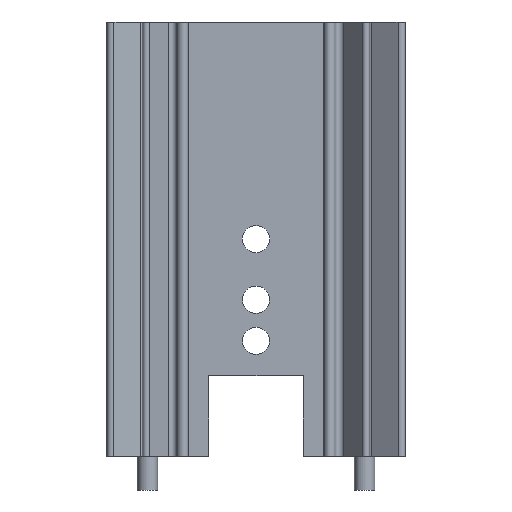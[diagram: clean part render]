
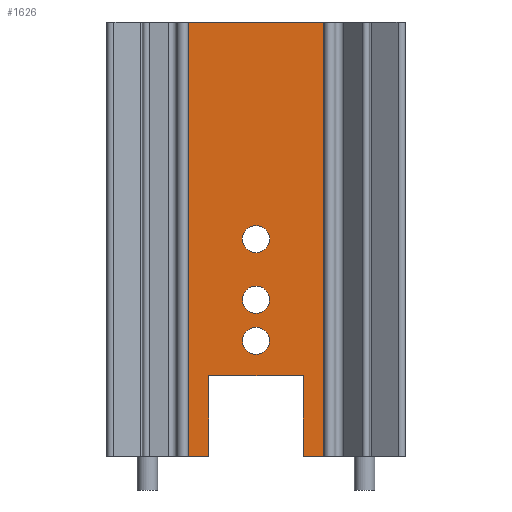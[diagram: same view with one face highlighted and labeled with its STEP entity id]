
A CAD part, front view. The second image highlights one B-rep face of the part: STEP entity #1626.
In plain terms, the highlighted planar face has unit normal (0, -1, 0).
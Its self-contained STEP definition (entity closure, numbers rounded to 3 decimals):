
#186 = VERTEX_POINT('',#187);
#187 = CARTESIAN_POINT('',(-5.55,-0.785,0.));
#193 = EDGE_CURVE('',#186,#194,#196,.T.);
#194 = VERTEX_POINT('',#195);
#195 = CARTESIAN_POINT('',(-7.94,-0.785,0.));
#196 = LINE('',#197,#198);
#197 = CARTESIAN_POINT('',(7.94,-0.785,0.));
#198 = VECTOR('',#199,1.);
#199 = DIRECTION('',(-1.,0.,-0.));
#809 = VERTEX_POINT('',#810);
#810 = CARTESIAN_POINT('',(-7.94,-0.785,50.8));
#816 = EDGE_CURVE('',#809,#817,#819,.T.);
#817 = VERTEX_POINT('',#818);
#818 = CARTESIAN_POINT('',(7.94,-0.785,50.8));
#819 = LINE('',#820,#821);
#820 = CARTESIAN_POINT('',(-12.5,-0.785,50.8));
#821 = VECTOR('',#822,1.);
#822 = DIRECTION('',(1.,0.,0.));
#1616 = EDGE_CURVE('',#194,#809,#1617,.T.);
#1617 = LINE('',#1618,#1619);
#1618 = CARTESIAN_POINT('',(-7.94,-0.785,0.));
#1619 = VECTOR('',#1620,1.);
#1620 = DIRECTION('',(0.,0.,1.));
#1626 = ADVANCED_FACE('',(#1627,#1670,#1681,#1692),#1703,.T.);
#1627 = FACE_BOUND('',#1628,.F.);
#1628 = EDGE_LOOP('',(#1629,#1637,#1638,#1639,#1640,#1648,#1656,#1664));
#1629 = ORIENTED_EDGE('',*,*,#1630,.T.);
#1630 = EDGE_CURVE('',#1631,#186,#1633,.T.);
#1631 = VERTEX_POINT('',#1632);
#1632 = CARTESIAN_POINT('',(-5.55,-0.785,9.4));
#1633 = LINE('',#1634,#1635);
#1634 = CARTESIAN_POINT('',(-5.55,-0.785,9.4));
#1635 = VECTOR('',#1636,1.);
#1636 = DIRECTION('',(0.,0.,-1.));
#1637 = ORIENTED_EDGE('',*,*,#193,.T.);
#1638 = ORIENTED_EDGE('',*,*,#1616,.T.);
#1639 = ORIENTED_EDGE('',*,*,#816,.T.);
#1640 = ORIENTED_EDGE('',*,*,#1641,.F.);
#1641 = EDGE_CURVE('',#1642,#817,#1644,.T.);
#1642 = VERTEX_POINT('',#1643);
#1643 = CARTESIAN_POINT('',(7.94,-0.785,0.));
#1644 = LINE('',#1645,#1646);
#1645 = CARTESIAN_POINT('',(7.94,-0.785,0.));
#1646 = VECTOR('',#1647,1.);
#1647 = DIRECTION('',(0.,0.,1.));
#1648 = ORIENTED_EDGE('',*,*,#1649,.T.);
#1649 = EDGE_CURVE('',#1642,#1650,#1652,.T.);
#1650 = VERTEX_POINT('',#1651);
#1651 = CARTESIAN_POINT('',(5.55,-0.785,0.));
#1652 = LINE('',#1653,#1654);
#1653 = CARTESIAN_POINT('',(7.94,-0.785,0.));
#1654 = VECTOR('',#1655,1.);
#1655 = DIRECTION('',(-1.,0.,-0.));
#1656 = ORIENTED_EDGE('',*,*,#1657,.T.);
#1657 = EDGE_CURVE('',#1650,#1658,#1660,.T.);
#1658 = VERTEX_POINT('',#1659);
#1659 = CARTESIAN_POINT('',(5.55,-0.785,9.4));
#1660 = LINE('',#1661,#1662);
#1661 = CARTESIAN_POINT('',(5.55,-0.785,0.));
#1662 = VECTOR('',#1663,1.);
#1663 = DIRECTION('',(0.,0.,1.));
#1664 = ORIENTED_EDGE('',*,*,#1665,.T.);
#1665 = EDGE_CURVE('',#1658,#1631,#1666,.T.);
#1666 = LINE('',#1667,#1668);
#1667 = CARTESIAN_POINT('',(5.55,-0.785,9.4));
#1668 = VECTOR('',#1669,1.);
#1669 = DIRECTION('',(-1.,0.,0.));
#1670 = FACE_BOUND('',#1671,.F.);
#1671 = EDGE_LOOP('',(#1672));
#1672 = ORIENTED_EDGE('',*,*,#1673,.T.);
#1673 = EDGE_CURVE('',#1674,#1674,#1676,.T.);
#1674 = VERTEX_POINT('',#1675);
#1675 = CARTESIAN_POINT('',(1.59,-0.785,13.5));
#1676 = CIRCLE('',#1677,1.59);
#1677 = AXIS2_PLACEMENT_3D('',#1678,#1679,#1680);
#1678 = CARTESIAN_POINT('',(0.,-0.785,13.5));
#1679 = DIRECTION('',(0.,-1.,0.));
#1680 = DIRECTION('',(1.,0.,0.));
#1681 = FACE_BOUND('',#1682,.F.);
#1682 = EDGE_LOOP('',(#1683));
#1683 = ORIENTED_EDGE('',*,*,#1684,.T.);
#1684 = EDGE_CURVE('',#1685,#1685,#1687,.T.);
#1685 = VERTEX_POINT('',#1686);
#1686 = CARTESIAN_POINT('',(1.59,-0.785,18.3));
#1687 = CIRCLE('',#1688,1.59);
#1688 = AXIS2_PLACEMENT_3D('',#1689,#1690,#1691);
#1689 = CARTESIAN_POINT('',(0.,-0.785,18.3));
#1690 = DIRECTION('',(0.,-1.,0.));
#1691 = DIRECTION('',(1.,0.,0.));
#1692 = FACE_BOUND('',#1693,.F.);
#1693 = EDGE_LOOP('',(#1694));
#1694 = ORIENTED_EDGE('',*,*,#1695,.F.);
#1695 = EDGE_CURVE('',#1696,#1696,#1698,.T.);
#1696 = VERTEX_POINT('',#1697);
#1697 = CARTESIAN_POINT('',(1.59,-0.785,25.4));
#1698 = CIRCLE('',#1699,1.59);
#1699 = AXIS2_PLACEMENT_3D('',#1700,#1701,#1702);
#1700 = CARTESIAN_POINT('',(0.,-0.785,25.4));
#1701 = DIRECTION('',(0.,1.,0.));
#1702 = DIRECTION('',(1.,0.,0.));
#1703 = PLANE('',#1704);
#1704 = AXIS2_PLACEMENT_3D('',#1705,#1706,#1707);
#1705 = CARTESIAN_POINT('',(0.,-0.785,32.5));
#1706 = DIRECTION('',(-0.,-1.,0.));
#1707 = DIRECTION('',(0.,0.,-1.));
